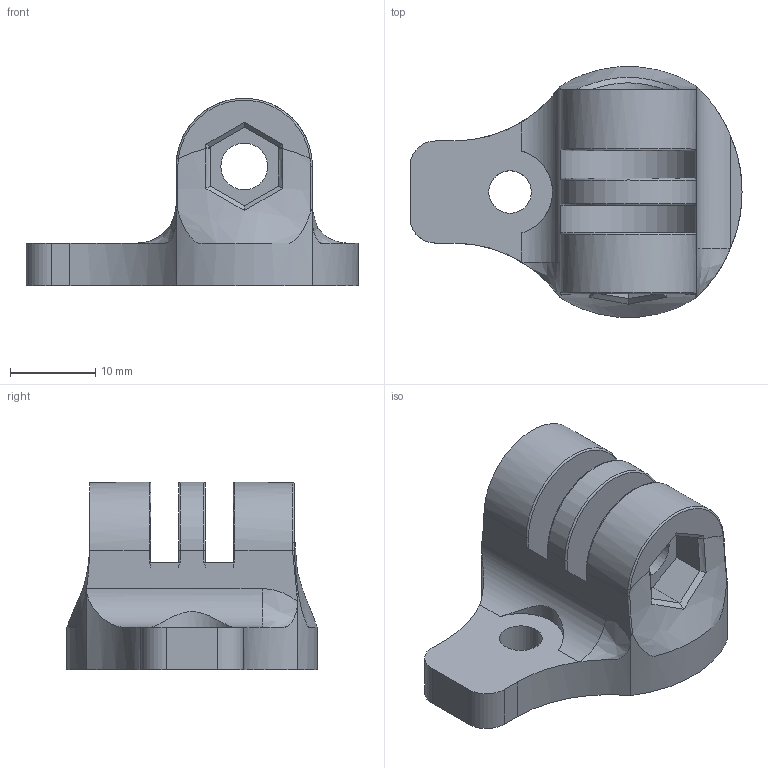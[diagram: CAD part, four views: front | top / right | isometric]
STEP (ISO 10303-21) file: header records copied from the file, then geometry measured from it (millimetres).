
FILE_DESCRIPTION(/* description */ (''),/* implementation_level */ '2;1');
FILE_NAME(/* name */ 'GoPro Mount - Small - v1.step',/* time_stamp */ '2025-05-29T14:43:27-04:00',/* author */ (''),/* organization */ (''),/* preprocessor_version */ 'ST-DEVELOPER v20.1',/* originating_system */ 'Autodesk Translation Framework v14.10.0.0',/* authorisation */ '');
FILE_SCHEMA (('AUTOMOTIVE_DESIGN { 1 0 10303 214 3 1 1 }'));
Length unit declared in the file: millimetre
Products named in the file (2): Open Aero; GoPro Mount - Small
Assembly tree (1 placements, depth 2):
  Open Aero
    GoPro Mount - Small
Bounding box: 39 x 29.42 x 22 mm (x, y, z)
Volume: 7955.3 mm3; surface area: 4263.2 mm2
Topology: 1 solids, 1 shells, 78 faces, 216 edges, 137 vertices
Faces by surface type: cylinder 27, plane 26, bspline 19, torus 5, cone 1
Full cylindrical faces by diameter (mm): 5 x1, 5.5 x3, 11 x1
Entity records: 3382 total; most frequent: CARTESIAN_POINT 1498, ORIENTED_EDGE 428, DIRECTION 320, EDGE_CURVE 214, VERTEX_POINT 138, AXIS2_PLACEMENT_3D 116, LINE 88, VECTOR 88
